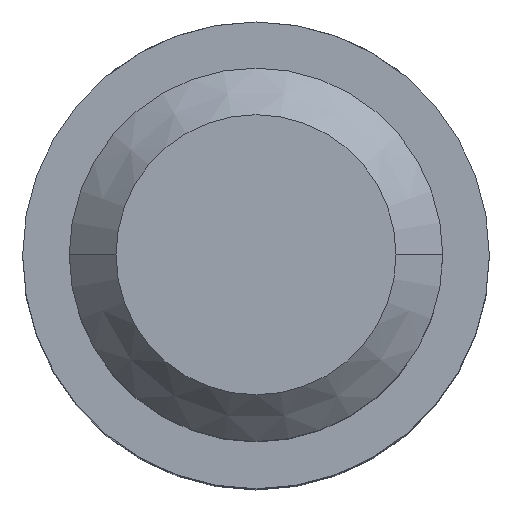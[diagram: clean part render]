
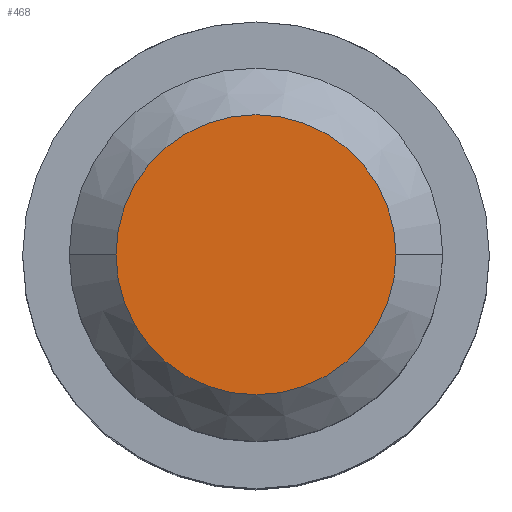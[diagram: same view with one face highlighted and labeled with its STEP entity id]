
A CAD part, top view. The second image highlights one B-rep face of the part: STEP entity #468.
In plain terms, the highlighted planar face has unit normal (0, 0, 1).
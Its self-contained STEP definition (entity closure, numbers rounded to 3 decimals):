
#19 = CIRCLE ( 'NONE', #822, 3. ) ;
#26 = ORIENTED_EDGE ( 'NONE', *, *, #32, .T. ) ;
#32 = EDGE_CURVE ( 'NONE', #210, #790, #436, .T. ) ;
#77 = DIRECTION ( 'NONE',  ( 0., 0., 1. ) ) ;
#78 = DIRECTION ( 'NONE',  ( 0., 0., 1. ) ) ;
#83 = EDGE_LOOP ( 'NONE', ( #26, #838 ) ) ;
#116 = CARTESIAN_POINT ( 'NONE',  ( 0., 3., 37.712 ) ) ;
#126 = CARTESIAN_POINT ( 'NONE',  ( -3., 0., 37.712 ) ) ;
#196 = FACE_OUTER_BOUND ( 'NONE', #83, .T. ) ;
#210 = VERTEX_POINT ( 'NONE', #126 ) ;
#244 = CARTESIAN_POINT ( 'NONE',  ( 3., 0., 37.712 ) ) ;
#377 = DIRECTION ( 'NONE',  ( 1., 0., 0. ) ) ;
#417 = DIRECTION ( 'NONE',  ( 0., 0., -1. ) ) ;
#436 = CIRCLE ( 'NONE', #509, 3. ) ;
#445 = AXIS2_PLACEMENT_3D ( 'NONE', #116, #417, #712 ) ;
#468 = ADVANCED_FACE ( 'NONE', ( #196 ), #557, .F. ) ;
#509 = AXIS2_PLACEMENT_3D ( 'NONE', #735, #78, #580 ) ;
#557 = PLANE ( 'NONE',  #445 ) ;
#580 = DIRECTION ( 'NONE',  ( 1., 0., 0. ) ) ;
#712 = DIRECTION ( 'NONE',  ( -1., 0., 0. ) ) ;
#730 = EDGE_CURVE ( 'NONE', #790, #210, #19, .T. ) ;
#735 = CARTESIAN_POINT ( 'NONE',  ( 0., 0., 37.712 ) ) ;
#746 = CARTESIAN_POINT ( 'NONE',  ( 0., 0., 37.712 ) ) ;
#790 = VERTEX_POINT ( 'NONE', #244 ) ;
#822 = AXIS2_PLACEMENT_3D ( 'NONE', #746, #77, #377 ) ;
#838 = ORIENTED_EDGE ( 'NONE', *, *, #730, .T. ) ;
